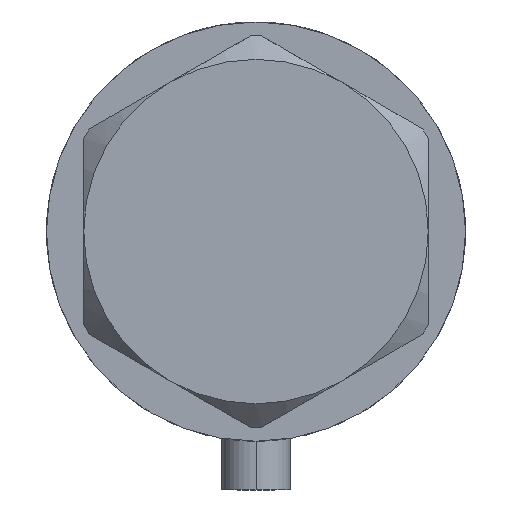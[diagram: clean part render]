
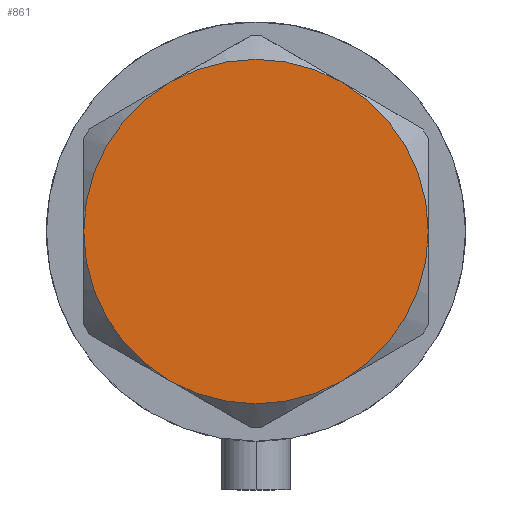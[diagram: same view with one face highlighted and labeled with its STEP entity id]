
A CAD part, left-side view. The second image highlights one B-rep face of the part: STEP entity #861.
In plain terms, the highlighted face is planar.
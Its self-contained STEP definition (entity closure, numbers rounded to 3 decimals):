
#20 = AXIS2_PLACEMENT_3D ( 'NONE', #2779, #4247, #1346 ) ;
#57 = VERTEX_POINT ( 'NONE', #783 ) ;
#244 = EDGE_LOOP ( 'NONE', ( #4335, #1910, #4774, #1579, #697, #2061 ) ) ;
#373 = EDGE_CURVE ( 'NONE', #57, #1486, #4571, .T. ) ;
#433 = DIRECTION ( 'NONE',  ( 0., 0., 1. ) ) ;
#530 = CARTESIAN_POINT ( 'NONE',  ( 0., 0., 14.5 ) ) ;
#697 = ORIENTED_EDGE ( 'NONE', *, *, #1353, .T. ) ;
#782 = CARTESIAN_POINT ( 'NONE',  ( 0., 0., 14.5 ) ) ;
#783 = CARTESIAN_POINT ( 'NONE',  ( 15., -25.981, 14.5 ) ) ;
#798 = AXIS2_PLACEMENT_3D ( 'NONE', #1503, #2370, #1121 ) ;
#861 = ADVANCED_FACE ( 'NONE', ( #4609 ), #1295, .T. ) ;
#1030 = AXIS2_PLACEMENT_3D ( 'NONE', #1157, #3070, #3096 ) ;
#1038 = AXIS2_PLACEMENT_3D ( 'NONE', #2099, #2849, #3605 ) ;
#1121 = DIRECTION ( 'NONE',  ( 1., 0., 0. ) ) ;
#1157 = CARTESIAN_POINT ( 'NONE',  ( 0., 0., 14.5 ) ) ;
#1295 = PLANE ( 'NONE',  #20 ) ;
#1346 = DIRECTION ( 'NONE',  ( 1., 0., 0. ) ) ;
#1353 = EDGE_CURVE ( 'NONE', #3111, #2824, #4350, .T. ) ;
#1381 = DIRECTION ( 'NONE',  ( 1., 0., 0. ) ) ;
#1397 = CARTESIAN_POINT ( 'NONE',  ( 15., 25.981, 14.5 ) ) ;
#1483 = DIRECTION ( 'NONE',  ( 1., 0., 0. ) ) ;
#1486 = VERTEX_POINT ( 'NONE', #3733 ) ;
#1503 = CARTESIAN_POINT ( 'NONE',  ( 0., 0., 14.5 ) ) ;
#1579 = ORIENTED_EDGE ( 'NONE', *, *, #2298, .T. ) ;
#1657 = CARTESIAN_POINT ( 'NONE',  ( -15., -25.981, 14.5 ) ) ;
#1907 = CARTESIAN_POINT ( 'NONE',  ( -30., 0., 14.5 ) ) ;
#1910 = ORIENTED_EDGE ( 'NONE', *, *, #3372, .T. ) ;
#1922 = DIRECTION ( 'NONE',  ( 0., 0., 1. ) ) ;
#2019 = DIRECTION ( 'NONE',  ( 0., 0., 1. ) ) ;
#2038 = EDGE_CURVE ( 'NONE', #3734, #3132, #3104, .T. ) ;
#2061 = ORIENTED_EDGE ( 'NONE', *, *, #3555, .T. ) ;
#2099 = CARTESIAN_POINT ( 'NONE',  ( 0., 0., 14.5 ) ) ;
#2298 = EDGE_CURVE ( 'NONE', #3132, #3111, #3720, .T. ) ;
#2358 = AXIS2_PLACEMENT_3D ( 'NONE', #782, #1922, #3361 ) ;
#2370 = DIRECTION ( 'NONE',  ( 0., 0., 1. ) ) ;
#2509 = AXIS2_PLACEMENT_3D ( 'NONE', #2638, #433, #1483 ) ;
#2638 = CARTESIAN_POINT ( 'NONE',  ( 0., 0., 14.5 ) ) ;
#2779 = CARTESIAN_POINT ( 'NONE',  ( 0., 0., 14.5 ) ) ;
#2824 = VERTEX_POINT ( 'NONE', #1657 ) ;
#2849 = DIRECTION ( 'NONE',  ( 0., 0., 1. ) ) ;
#3035 = AXIS2_PLACEMENT_3D ( 'NONE', #530, #2019, #1381 ) ;
#3070 = DIRECTION ( 'NONE',  ( 0., 0., 1. ) ) ;
#3096 = DIRECTION ( 'NONE',  ( 1., 0., 0. ) ) ;
#3104 = CIRCLE ( 'NONE', #1030, 30. ) ;
#3111 = VERTEX_POINT ( 'NONE', #1907 ) ;
#3119 = CIRCLE ( 'NONE', #2358, 30. ) ;
#3132 = VERTEX_POINT ( 'NONE', #4502 ) ;
#3361 = DIRECTION ( 'NONE',  ( 1., 0., 0. ) ) ;
#3372 = EDGE_CURVE ( 'NONE', #1486, #3734, #4734, .T. ) ;
#3555 = EDGE_CURVE ( 'NONE', #2824, #57, #3119, .T. ) ;
#3605 = DIRECTION ( 'NONE',  ( 1., 0., 0. ) ) ;
#3720 = CIRCLE ( 'NONE', #798, 30. ) ;
#3733 = CARTESIAN_POINT ( 'NONE',  ( 30., 0., 14.5 ) ) ;
#3734 = VERTEX_POINT ( 'NONE', #1397 ) ;
#4247 = DIRECTION ( 'NONE',  ( 0., 0., 1. ) ) ;
#4335 = ORIENTED_EDGE ( 'NONE', *, *, #373, .T. ) ;
#4350 = CIRCLE ( 'NONE', #1038, 30. ) ;
#4502 = CARTESIAN_POINT ( 'NONE',  ( -15., 25.981, 14.5 ) ) ;
#4571 = CIRCLE ( 'NONE', #2509, 30. ) ;
#4609 = FACE_OUTER_BOUND ( 'NONE', #244, .T. ) ;
#4734 = CIRCLE ( 'NONE', #3035, 30. ) ;
#4774 = ORIENTED_EDGE ( 'NONE', *, *, #2038, .T. ) ;
